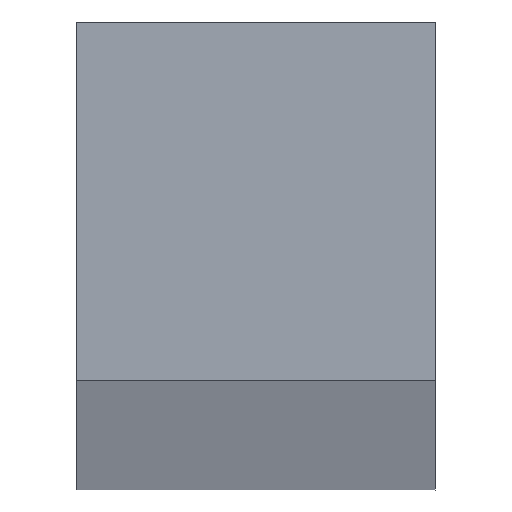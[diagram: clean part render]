
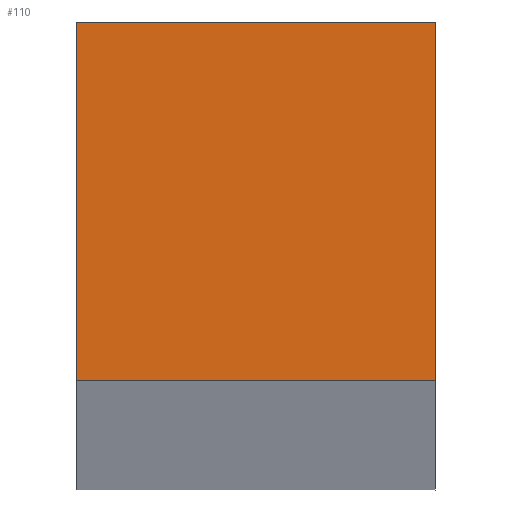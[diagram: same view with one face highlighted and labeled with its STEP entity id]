
A CAD part, top view. The second image highlights one B-rep face of the part: STEP entity #110.
In plain terms, the highlighted planar face has unit normal (0, 0, 1).
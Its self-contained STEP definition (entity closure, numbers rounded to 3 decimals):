
#71=CARTESIAN_POINT('Axis2P3D Location',(0.,0.,1398.)) ;
#76=CARTESIAN_POINT('Line Origine',(0.,-4.,1398.)) ;
#80=CARTESIAN_POINT('Vertex',(0.,-8.,1398.)) ;
#82=CARTESIAN_POINT('Vertex',(0.,0.,1398.)) ;
#85=CARTESIAN_POINT('Line Origine',(4.,-8.,1398.)) ;
#89=CARTESIAN_POINT('Vertex',(8.,-8.,1398.)) ;
#92=CARTESIAN_POINT('Line Origine',(8.,-4.,1398.)) ;
#96=CARTESIAN_POINT('Vertex',(8.,0.,1398.)) ;
#99=CARTESIAN_POINT('Line Origine',(4.,0.,1398.)) ;
#78=VECTOR('Line Direction',#77,1.) ;
#87=VECTOR('Line Direction',#86,1.) ;
#94=VECTOR('Line Direction',#93,1.) ;
#101=VECTOR('Line Direction',#100,1.) ;
#72=DIRECTION('Axis2P3D Direction',(0.,0.,-1.)) ;
#73=DIRECTION('Axis2P3D XDirection',(1.,0.,0.)) ;
#77=DIRECTION('Vector Direction',(0.,1.,0.)) ;
#86=DIRECTION('Vector Direction',(-1.,0.,0.)) ;
#93=DIRECTION('Vector Direction',(0.,-1.,0.)) ;
#100=DIRECTION('Vector Direction',(1.,0.,0.)) ;
#74=AXIS2_PLACEMENT_3D('Plane Axis2P3D',#71,#72,#73) ;
#79=LINE('Line',#76,#78) ;
#88=LINE('Line',#85,#87) ;
#95=LINE('Line',#92,#94) ;
#102=LINE('Line',#99,#101) ;
#75=PLANE('',#74) ;
#84=EDGE_CURVE('',#81,#83,#79,.T.) ;
#91=EDGE_CURVE('',#90,#81,#88,.T.) ;
#98=EDGE_CURVE('',#97,#90,#95,.T.) ;
#103=EDGE_CURVE('',#83,#97,#102,.T.) ;
#105=ORIENTED_EDGE('',*,*,#84,.F.) ;
#106=ORIENTED_EDGE('',*,*,#91,.F.) ;
#107=ORIENTED_EDGE('',*,*,#98,.F.) ;
#108=ORIENTED_EDGE('',*,*,#103,.F.) ;
#104=EDGE_LOOP('',(#105,#106,#107,#108)) ;
#81=VERTEX_POINT('',#80) ;
#83=VERTEX_POINT('',#82) ;
#90=VERTEX_POINT('',#89) ;
#97=VERTEX_POINT('',#96) ;
#110=ADVANCED_FACE('PartBody',(#109),#75,.F.) ;
#109=FACE_OUTER_BOUND('',#104,.T.) ;
